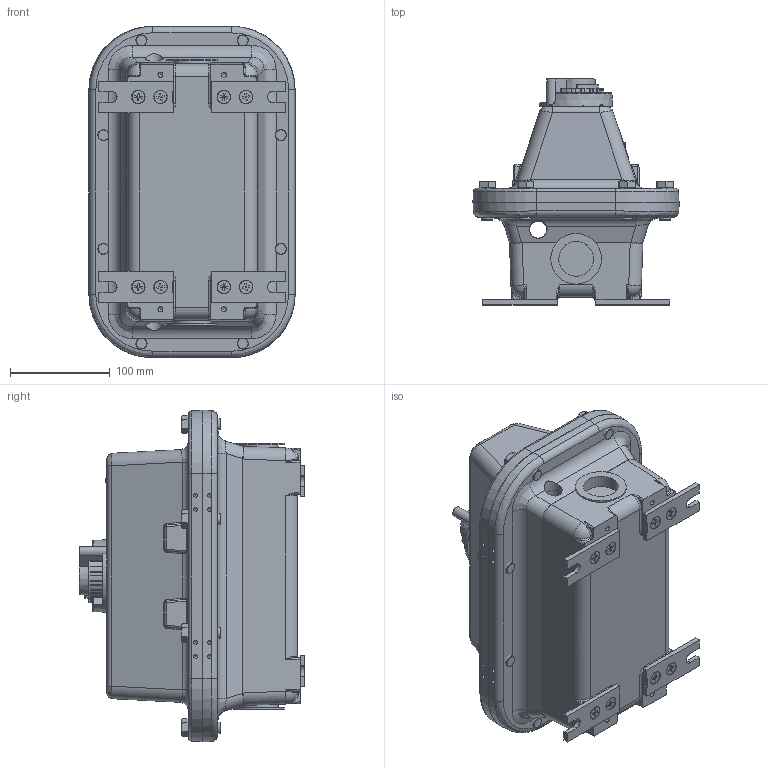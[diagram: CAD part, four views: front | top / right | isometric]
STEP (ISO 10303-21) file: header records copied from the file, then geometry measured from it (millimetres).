
FILE_DESCRIPTION(/* description */ (''),/* implementation_level */ '2;1');
FILE_NAME(/* name */ 'KIL_B7NFD2.stp',/* time_stamp */ '2018-07-19T16:47:34+05:00',/* author */ ('rsundaram2'),/* organization */ (''),/* preprocessor_version */ 'ST-DEVELOPER v17',/* originating_system */ 'Autodesk Inventor 2018',/* authorisation */ '');
FILE_SCHEMA (('AUTOMOTIVE_DESIGN { 1 0 10303 214 3 1 1 }'));
Products named in the file (20): B7NFD2 FINAL ASSY; B7NFD2 BOX ASSY; 21607BAAM; 15688; 15703; B7NFD2 COVER ASSY; 21609BAAM; 21936 B7NFD2 OPERATOR ASSY; 21836AAAB; 0682425B - Retaining Clip; 03310100B; 21847AAAB; 19318 - 3-32 Slotted Spring Pin; 21685AAAB; ANSI B18.6.3 - 6 - 32 x 1 1/4 SP HMS; 21879AAAM; 0725115B; 0622900B; 19277; 19265
Assembly tree (41 placements, depth 4):
  B7NFD2 FINAL ASSY
    B7NFD2 BOX ASSY
      21607BAAM
      15688  x4
      15703  x8
    B7NFD2 COVER ASSY
      21609BAAM
      21936 B7NFD2 OPERATOR ASSY
        21836AAAB
        0682425B - Retaining Clip
        03310100B
        21847AAAB
      19318 - 3-32 Slotted Spring Pin  x2
      21685AAAB
      ANSI B18.6.3 - 6 - 32 x 1 1/4 SP HMS  x4
      21879AAAM
    0725115B  x8
    0622900B  x2
    19277
    19265
Bounding box: 206.64 x 226.25 x 332.1 mm (x, y, z)
Volume: 3481111.9 mm3; surface area: 586269 mm2
Topology: 43 solids, 43 shells, 6502 faces, 17847 edges, 11790 vertices
Faces by surface type: plane 5416, cylinder 535, bspline 282, cone 161, torus 68, sphere 40
Full cylindrical faces by diameter (mm): 0.953 x2, 1.143 x2, 1.778 x4, 2.184 x4, 2.54 x1, 3.302 x7, 3.683 x3, 3.81 x8, 3.962 x11, 4.039 x2, 4.826 x1, 4.978 x12, 5.105 x1, 6.144 x8, 7.144 x8, 7.366 x1, 7.798 x8, 7.925 x3, 7.963 x1, 10.312 x8, 11.125 x8, 13.494 x8, 15.367 x8, 17.094 x1, 17.475 x2, 23.642 x2, 23.876 x1, 26.01 x17, 31.75 x1, 34.925 x2
Entity records: 206272 total; most frequent: CARTESIAN_POINT 49756, ORIENTED_EDGE 33680, DIRECTION 29500, EDGE_CURVE 16840, LINE 14858, VECTOR 14858, VERTEX_POINT 11171, AXIS2_PLACEMENT_3D 7321
